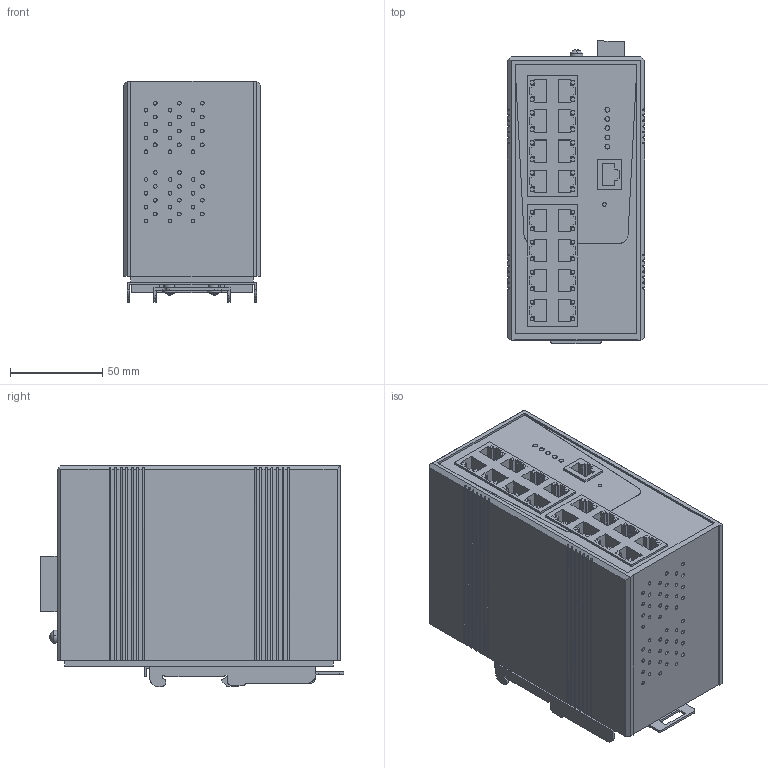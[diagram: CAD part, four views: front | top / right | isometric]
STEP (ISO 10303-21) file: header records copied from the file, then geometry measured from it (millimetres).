
FILE_DESCRIPTION(('CATIA V5 STEP Exchange','CAx-IF Rec.Pracs.--- Model Styling and Organization---1.4--- 2014-01-23'),'2;1');
FILE_NAME ('D1497879_0', '2021-07-30T07:09:44+00:00', ('none'), ('Weidmueller'), 'CATIA Version 5-6 Release 2016 SP3 HF44', 'CATIA V5 STEP AP214', 'none');
FILE_SCHEMA(('AUTOMOTIVE_DESIGN { 1 0 10303 214 1 1 1 1 }'));
Length unit declared in the file: millimetre
Products named in the file (1): S3D_IE_SW_AL16M_16TX
Bounding box: 74.3 x 164.1 x 119.84 mm (x, y, z)
Volume: 1212223.3 mm3; surface area: 139660.4 mm2
Topology: 53 solids, 53 shells, 1588 faces, 3858 edges, 2565 vertices
Faces by surface type: plane 1170, cylinder 330, extrusion 78, revolution 8, sphere 2
Entity records: 47279 total; most frequent: CARTESIAN_POINT 10662, ORIENTED_EDGE 7716, DIRECTION 5727, EDGE_CURVE 3858, VECTOR 2849, LINE 2771, VERTEX_POINT 2565, EDGE_LOOP 1803
